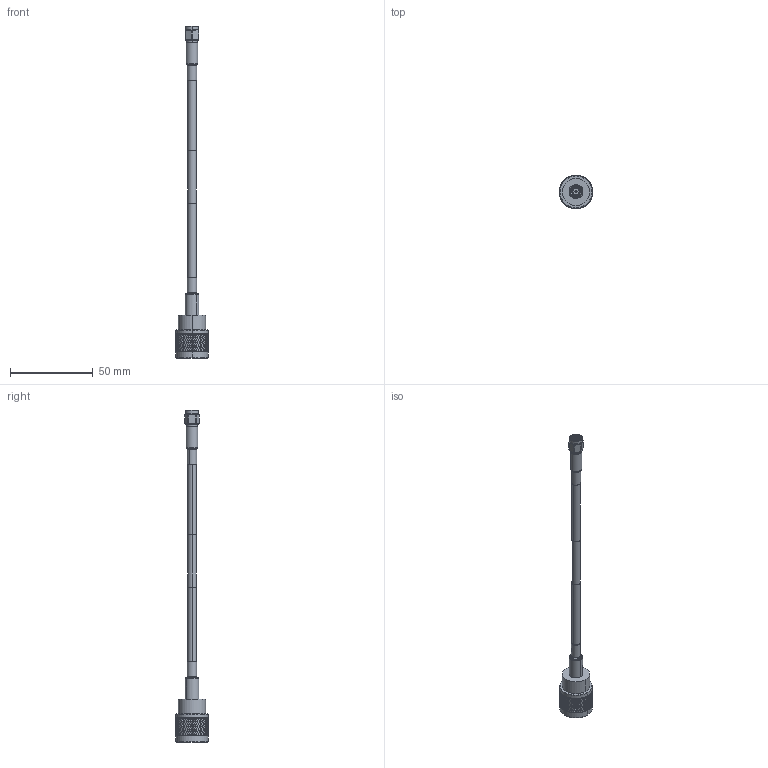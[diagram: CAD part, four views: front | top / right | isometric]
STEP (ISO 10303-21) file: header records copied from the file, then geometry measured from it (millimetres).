
FILE_DESCRIPTION (( 'STEP AP214' ), '1' );
FILE_NAME ('FMC00184_3D.step', '2024-01-26T20:38:53', ( '' ), ( '' ), 'SwSTEP 2.0', 'SolidWorks 2022', '' );
FILE_SCHEMA (( 'AUTOMOTIVE_DESIGN' ));
Length unit declared in the file: inch
Products named in the file (9): SC7059-MA2; SC7050-MA1; FMC00184_3D; SC9107; HeatShrink-RG195; SC7050_SC7050 -RG223; HeatShrink-RG142; SC7050-MA3_SC7050 -RG223; M17_60-RG142
Assembly tree (8 placements, depth 3):
  FMC00184_3D
    M17_60-RG142
    SC7050_SC7050 -RG223
      SC7050-MA1
      SC7059-MA2
      SC7050-MA3_SC7050 -RG223
    SC9107
    HeatShrink-RG195
    HeatShrink-RG142
Bounding box: 20.32 x 20.32 x 200.81 mm (x, y, z)
Volume: 9947.6 mm3; surface area: 9954.5 mm2
Topology: 7 solids, 7 shells, 2466 faces, 5239 edges, 2807 vertices
Faces by surface type: bspline 1795, cylinder 546, cone 65, plane 42, torus 18
Entity records: 94796 total; most frequent: CARTESIAN_POINT 61176, ORIENTED_EDGE 10478, EDGE_CURVE 5239, VERTEX_POINT 2807, EDGE_LOOP 2496, FACE_OUTER_BOUND 2466, ADVANCED_FACE 2466, DIRECTION 2390
